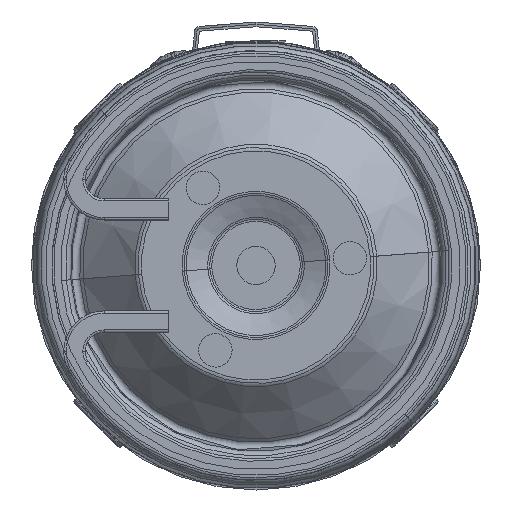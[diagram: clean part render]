
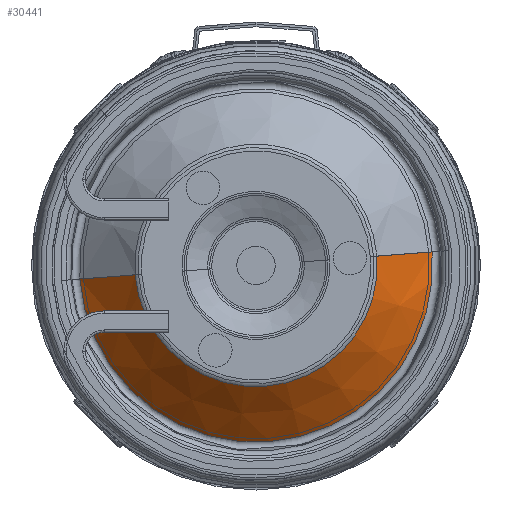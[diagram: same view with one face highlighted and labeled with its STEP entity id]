
A CAD part, front view. The second image highlights one B-rep face of the part: STEP entity #30441.
In plain terms, the highlighted conical face has half-angle 46.546 degrees and reference radius 25.375 mm.
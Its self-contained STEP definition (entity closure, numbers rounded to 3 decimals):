
#1987 = CARTESIAN_POINT ( 'NONE',  ( 0., 0.548, 25.376 ) ) ;
#2078 = DIRECTION ( 'NONE',  ( 0., 0., 1. ) ) ;
#2502 = EDGE_CURVE ( 'NONE', #21327, #29235, #2742, .T. ) ;
#2742 = CIRCLE ( 'NONE', #22806, 36.962 ) ;
#3236 = CARTESIAN_POINT ( 'NONE',  ( 0., 0.548, -25.376 ) ) ;
#4100 = EDGE_CURVE ( 'NONE', #18178, #23263, #28277, .T. ) ;
#6509 = CARTESIAN_POINT ( 'NONE',  ( 0., 11.526, 36.962 ) ) ;
#7010 = EDGE_CURVE ( 'NONE', #23263, #29235, #17879, .T. ) ;
#9208 = ORIENTED_EDGE ( 'NONE', *, *, #33483, .F. ) ;
#9847 = CARTESIAN_POINT ( 'NONE',  ( 0., 0.548, -25.376 ) ) ;
#10327 = CONICAL_SURFACE ( 'NONE', #15654, 25.376, 0.812 ) ;
#11089 = FACE_OUTER_BOUND ( 'NONE', #22352, .T. ) ;
#11860 = VECTOR ( 'NONE', #14741, 1000. ) ;
#12861 = CARTESIAN_POINT ( 'NONE',  ( 0., 11.526, 0. ) ) ;
#13080 = VECTOR ( 'NONE', #13165, 1000. ) ;
#13165 = DIRECTION ( 'NONE',  ( 0., 0.688, -0.726 ) ) ;
#13486 = DIRECTION ( 'NONE',  ( 0., 0., 1. ) ) ;
#14741 = DIRECTION ( 'NONE',  ( 0., 0.688, 0.726 ) ) ;
#15285 = CARTESIAN_POINT ( 'NONE',  ( 0., 0.548, 25.376 ) ) ;
#15654 = AXIS2_PLACEMENT_3D ( 'NONE', #30167, #24089, #2078 ) ;
#16423 = DIRECTION ( 'NONE',  ( 0., 1., 0. ) ) ;
#17879 = LINE ( 'NONE', #1987, #11860 ) ;
#18178 = VERTEX_POINT ( 'NONE', #3236 ) ;
#18236 = DIRECTION ( 'NONE',  ( 0., 0., 1. ) ) ;
#20023 = ORIENTED_EDGE ( 'NONE', *, *, #7010, .T. ) ;
#21327 = VERTEX_POINT ( 'NONE', #28139 ) ;
#22352 = EDGE_LOOP ( 'NONE', ( #9208, #25533, #20023, #40326 ) ) ;
#22806 = AXIS2_PLACEMENT_3D ( 'NONE', #12861, #16423, #13486 ) ;
#23263 = VERTEX_POINT ( 'NONE', #15285 ) ;
#24089 = DIRECTION ( 'NONE',  ( 0., 1., 0. ) ) ;
#24557 = CARTESIAN_POINT ( 'NONE',  ( 0., 0.548, 0. ) ) ;
#25533 = ORIENTED_EDGE ( 'NONE', *, *, #4100, .T. ) ;
#28139 = CARTESIAN_POINT ( 'NONE',  ( 0., 11.526, -36.962 ) ) ;
#28277 = CIRCLE ( 'NONE', #36331, 25.376 ) ;
#28897 = LINE ( 'NONE', #9847, #13080 ) ;
#29235 = VERTEX_POINT ( 'NONE', #6509 ) ;
#30167 = CARTESIAN_POINT ( 'NONE',  ( 0., 0.548, 0. ) ) ;
#30441 = ADVANCED_FACE ( 'NONE', ( #11089 ), #10327, .T. ) ;
#31234 = DIRECTION ( 'NONE',  ( 0., 1., 0. ) ) ;
#33483 = EDGE_CURVE ( 'NONE', #18178, #21327, #28897, .T. ) ;
#36331 = AXIS2_PLACEMENT_3D ( 'NONE', #24557, #31234, #18236 ) ;
#40326 = ORIENTED_EDGE ( 'NONE', *, *, #2502, .F. ) ;
